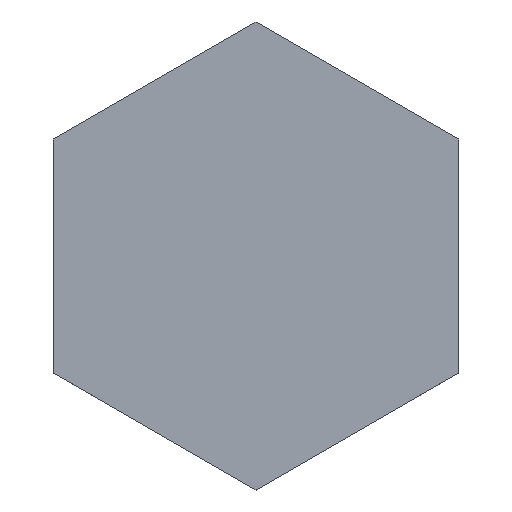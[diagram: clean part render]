
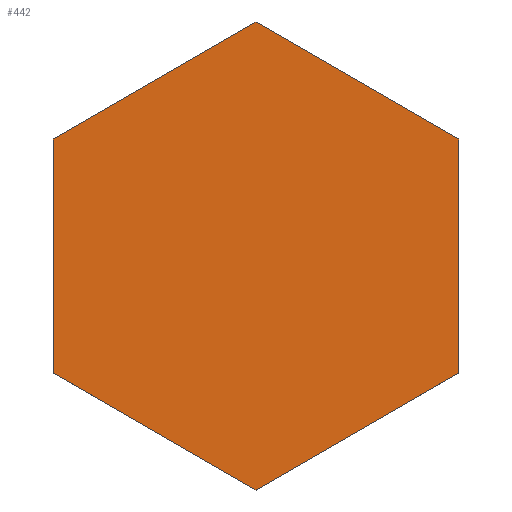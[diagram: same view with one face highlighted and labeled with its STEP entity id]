
A CAD part, top view. The second image highlights one B-rep face of the part: STEP entity #442.
In plain terms, the highlighted planar face has unit normal (0, 0, 1).
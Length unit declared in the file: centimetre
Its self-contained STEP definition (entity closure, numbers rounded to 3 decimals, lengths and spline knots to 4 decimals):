
#45=LINE('',#710,#75);
#48=LINE('',#715,#78);
#50=LINE('',#719,#80);
#52=LINE('',#723,#82);
#54=LINE('',#727,#84);
#56=LINE('',#730,#86);
#75=VECTOR('',#567,2.);
#78=VECTOR('',#572,2.);
#80=VECTOR('',#576,2.);
#82=VECTOR('',#580,2.);
#84=VECTOR('',#584,2.);
#86=VECTOR('',#588,2.);
#124=FACE_OUTER_BOUND('',#168,.T.);
#168=EDGE_LOOP('',(#367,#368,#369,#370,#371,#372));
#217=VERTEX_POINT('',#708);
#218=VERTEX_POINT('',#709);
#219=VERTEX_POINT('',#714);
#220=VERTEX_POINT('',#718);
#221=VERTEX_POINT('',#722);
#222=VERTEX_POINT('',#726);
#253=EDGE_CURVE('',#217,#218,#45,.T.);
#256=EDGE_CURVE('',#218,#219,#48,.T.);
#258=EDGE_CURVE('',#219,#220,#50,.T.);
#260=EDGE_CURVE('',#220,#221,#52,.T.);
#262=EDGE_CURVE('',#221,#222,#54,.T.);
#264=EDGE_CURVE('',#222,#217,#56,.T.);
#367=ORIENTED_EDGE('',*,*,#264,.T.);
#368=ORIENTED_EDGE('',*,*,#253,.T.);
#369=ORIENTED_EDGE('',*,*,#256,.T.);
#370=ORIENTED_EDGE('',*,*,#258,.T.);
#371=ORIENTED_EDGE('',*,*,#260,.T.);
#372=ORIENTED_EDGE('',*,*,#262,.T.);
#416=PLANE('',#512);
#442=ADVANCED_FACE('',(#124),#416,.F.);
#512=AXIS2_PLACEMENT_3D('',#773,#643,#644);
#567=DIRECTION('',(0.,-1.,0.));
#572=DIRECTION('',(0.866,-0.5,0.));
#576=DIRECTION('',(0.866,0.5,0.));
#580=DIRECTION('',(0.,1.,0.));
#584=DIRECTION('',(-0.866,0.5,0.));
#588=DIRECTION('',(-0.866,-0.5,0.));
#643=DIRECTION('center_axis',(0.,0.,-1.));
#644=DIRECTION('ref_axis',(-1.,0.,0.));
#708=CARTESIAN_POINT('',(-17.2573,49.8174,1.8));
#709=CARTESIAN_POINT('',(-17.2573,39.854,1.8));
#710=CARTESIAN_POINT('',(-17.2573,54.7992,1.8));
#714=CARTESIAN_POINT('',(-8.6286,34.8722,1.8));
#715=CARTESIAN_POINT('',(-17.2573,39.854,1.8));
#718=CARTESIAN_POINT('',(0.,39.854,1.8));
#719=CARTESIAN_POINT('',(-8.6286,34.8722,1.8));
#722=CARTESIAN_POINT('',(0.,49.8174,1.8));
#723=CARTESIAN_POINT('',(0.,44.8357,1.8));
#726=CARTESIAN_POINT('',(-8.6286,54.7992,1.8));
#727=CARTESIAN_POINT('',(0.,49.8174,1.8));
#730=CARTESIAN_POINT('',(-8.6286,54.7992,1.8));
#773=CARTESIAN_POINT('Origin',(-8.6286,44.8357,1.8));
